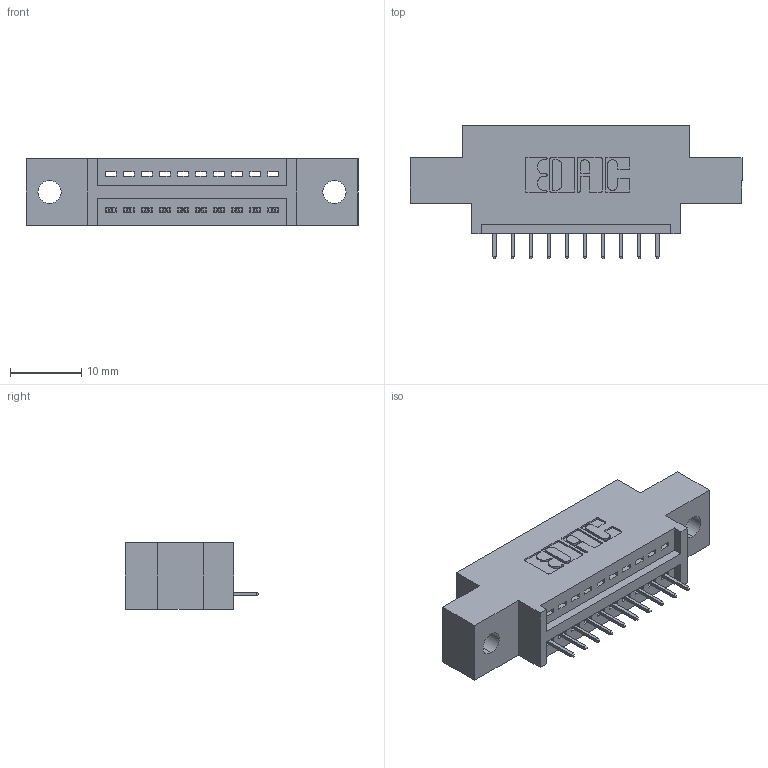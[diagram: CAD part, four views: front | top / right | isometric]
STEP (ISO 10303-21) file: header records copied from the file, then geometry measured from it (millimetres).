
FILE_DESCRIPTION (( 'STEP AP203' ), '1' );
FILE_NAME ('395-010-525-602.STEP', '2020-09-23T06:12:51', ( '' ), ( '' ), 'SwSTEP 2.0', 'SolidWorks 2020', '' );
FILE_SCHEMA (( 'CONFIG_CONTROL_DESIGN' ));
Length unit declared in the file: inch
Products named in the file (3): 345-292-001_345-293-125; 345 Part_0.170 Offset - 0.128 Dia; 395-010-525-602
Assembly tree (11 placements, depth 2):
  395-010-525-602
    345 Part_0.170 Offset - 0.128 Dia
    345-292-001_345-293-125  x10
Bounding box: 46.61 x 18.72 x 9.4 mm (x, y, z)
Volume: 3973.9 mm3; surface area: 4565 mm2
Topology: 11 solids, 11 shells, 750 faces, 2153 edges, 1394 vertices
Faces by surface type: plane 544, cylinder 206
Entity records: 12043 total; most frequent: CARTESIAN_POINT 2094, ORIENTED_EDGE 2038, DIRECTION 1875, EDGE_CURVE 1019, VECTOR 851, LINE 851, VERTEX_POINT 674, AXIS2_PLACEMENT_3D 512
